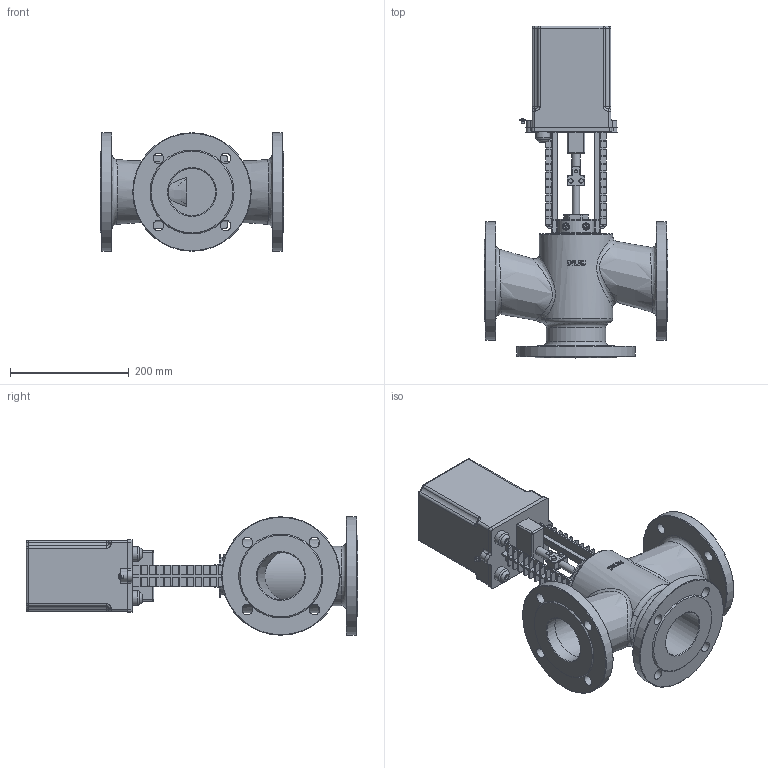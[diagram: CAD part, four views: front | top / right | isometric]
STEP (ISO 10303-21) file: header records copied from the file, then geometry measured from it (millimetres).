
FILE_DESCRIPTION(/* description */ (''),/* implementation_level */ '2;1');
FILE_NAME(/* name */ 'DN80_3D_STEP.stp',/* time_stamp */ '2025-06-23T11:36:26+03:00',/* author */ ('igorr'),/* organization */ (''),/* preprocessor_version */ 'ST-DEVELOPER v20',/* originating_system */ 'Autodesk Inventor 2025',/* authorisation */ '');
FILE_SCHEMA (('AUTOMOTIVE_DESIGN { 1 0 10303 214 3 1 1 }'));
Length unit declared in the file: millimetre
Products named in the file (5): Сборка1; Деталь1; Деталь2; AS 1427 - M5 x 6; AS 1420 - 1973 - M6 x 10
Assembly tree (6 placements, depth 2):
  Сборка1
    Деталь1
    Деталь2
    AS 1427 - M5 x 6  x2
    AS 1420 - 1973 - M6 x 10  x2
Bounding box: 310 x 560 x 200 mm (x, y, z)
Volume: 6999650.5 mm3; surface area: 603283.7 mm2
Topology: 6 solids, 6 shells, 727 faces, 1975 edges, 1285 vertices
Faces by surface type: plane 408, cylinder 183, bspline 46, cone 40, torus 32, sphere 18
Full cylindrical faces by diameter (mm): 4.51 x2, 4.9 x2, 5 x2, 6 x2, 7.35 x4, 9.8 x2, 10 x2, 12.25 x5, 14.7 x1, 18 x12, 24.5 x2, 49 x1, 80 x3, 100 x1, 124 x1, 200 x3
Entity records: 25314 total; most frequent: CARTESIAN_POINT 7058, ORIENTED_EDGE 3724, DIRECTION 3540, EDGE_CURVE 1862, VERTEX_POINT 1209, LINE 1188, VECTOR 1188, AXIS2_PLACEMENT_3D 1176
